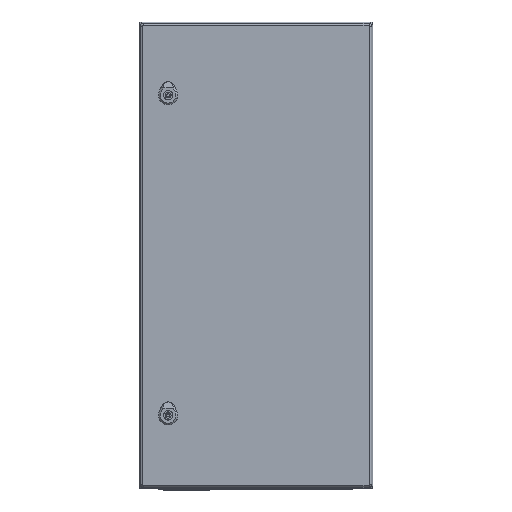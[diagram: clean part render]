
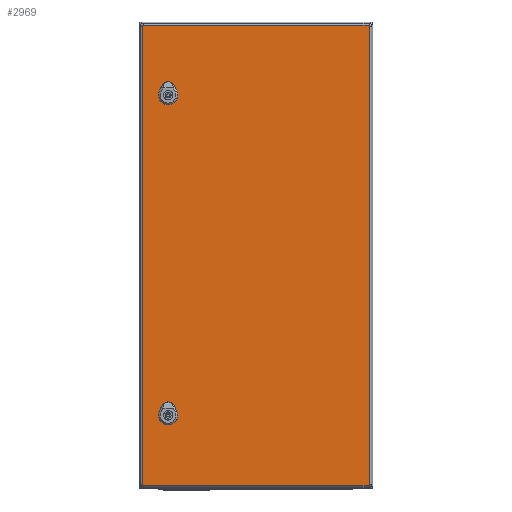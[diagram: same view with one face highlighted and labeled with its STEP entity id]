
A CAD part, top view. The second image highlights one B-rep face of the part: STEP entity #2969.
In plain terms, the highlighted face is planar.
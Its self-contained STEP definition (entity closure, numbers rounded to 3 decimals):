
#1657=FACE_BOUND('',#4656,.T.);
#1658=FACE_BOUND('',#4657,.T.);
#1659=FACE_BOUND('',#4658,.T.);
#2404=CIRCLE('',#13354,1.);
#2405=CIRCLE('',#13355,1.);
#2406=CIRCLE('',#13356,1.);
#2407=CIRCLE('',#13357,1.);
#2408=CIRCLE('',#13358,11.25);
#2409=CIRCLE('',#13359,11.25);
#2410=CIRCLE('',#13360,11.25);
#2411=CIRCLE('',#13361,11.25);
#2412=CIRCLE('',#13362,11.25);
#2413=CIRCLE('',#13363,11.25);
#2414=CIRCLE('',#13364,11.25);
#2415=CIRCLE('',#13365,11.25);
#2969=ADVANCED_FACE('',(#1657,#1658,#1659),#3373,.F.);
#3373=PLANE('',#13366);
#4656=EDGE_LOOP('',(#6876,#6877,#6878,#6879,#6880,#6881,#6882,#6883));
#4657=EDGE_LOOP('',(#6884,#6885,#6886,#6887,#6888,#6889,#6890,#6891));
#4658=EDGE_LOOP('',(#6892,#6893,#6894,#6895,#6896,#6897,#6898,#6899));
#6876=ORIENTED_EDGE('',*,*,#10186,.F.);
#6877=ORIENTED_EDGE('',*,*,#10187,.F.);
#6878=ORIENTED_EDGE('',*,*,#10188,.F.);
#6879=ORIENTED_EDGE('',*,*,#10189,.F.);
#6880=ORIENTED_EDGE('',*,*,#10190,.F.);
#6881=ORIENTED_EDGE('',*,*,#10191,.F.);
#6882=ORIENTED_EDGE('',*,*,#10192,.F.);
#6883=ORIENTED_EDGE('',*,*,#10193,.F.);
#6884=ORIENTED_EDGE('',*,*,#10194,.T.);
#6885=ORIENTED_EDGE('',*,*,#10195,.T.);
#6886=ORIENTED_EDGE('',*,*,#10196,.T.);
#6887=ORIENTED_EDGE('',*,*,#10197,.T.);
#6888=ORIENTED_EDGE('',*,*,#10198,.T.);
#6889=ORIENTED_EDGE('',*,*,#10199,.T.);
#6890=ORIENTED_EDGE('',*,*,#10200,.T.);
#6891=ORIENTED_EDGE('',*,*,#10201,.T.);
#6892=ORIENTED_EDGE('',*,*,#10202,.F.);
#6893=ORIENTED_EDGE('',*,*,#10203,.F.);
#6894=ORIENTED_EDGE('',*,*,#10204,.F.);
#6895=ORIENTED_EDGE('',*,*,#10205,.F.);
#6896=ORIENTED_EDGE('',*,*,#10206,.F.);
#6897=ORIENTED_EDGE('',*,*,#10207,.F.);
#6898=ORIENTED_EDGE('',*,*,#10208,.F.);
#6899=ORIENTED_EDGE('',*,*,#10209,.F.);
#8836=VERTEX_POINT('',#19742);
#8837=VERTEX_POINT('',#19743);
#8838=VERTEX_POINT('',#19745);
#8839=VERTEX_POINT('',#19747);
#8840=VERTEX_POINT('',#19749);
#8841=VERTEX_POINT('',#19751);
#8842=VERTEX_POINT('',#19753);
#8843=VERTEX_POINT('',#19755);
#8844=VERTEX_POINT('',#19758);
#8845=VERTEX_POINT('',#19759);
#8846=VERTEX_POINT('',#19761);
#8847=VERTEX_POINT('',#19763);
#8848=VERTEX_POINT('',#19765);
#8849=VERTEX_POINT('',#19767);
#8850=VERTEX_POINT('',#19769);
#8851=VERTEX_POINT('',#19771);
#8852=VERTEX_POINT('',#19774);
#8853=VERTEX_POINT('',#19775);
#8854=VERTEX_POINT('',#19777);
#8855=VERTEX_POINT('',#19779);
#8856=VERTEX_POINT('',#19781);
#8857=VERTEX_POINT('',#19783);
#8858=VERTEX_POINT('',#19785);
#8859=VERTEX_POINT('',#19787);
#10186=EDGE_CURVE('',#8836,#8837,#2404,.T.);
#10187=EDGE_CURVE('',#8838,#8836,#11294,.T.);
#10188=EDGE_CURVE('',#8839,#8838,#2405,.T.);
#10189=EDGE_CURVE('',#8840,#8839,#11295,.T.);
#10190=EDGE_CURVE('',#8841,#8840,#2406,.T.);
#10191=EDGE_CURVE('',#8842,#8841,#11296,.T.);
#10192=EDGE_CURVE('',#8843,#8842,#2407,.T.);
#10193=EDGE_CURVE('',#8837,#8843,#11297,.T.);
#10194=EDGE_CURVE('',#8844,#8845,#11298,.T.);
#10195=EDGE_CURVE('',#8845,#8846,#2408,.T.);
#10196=EDGE_CURVE('',#8846,#8847,#11299,.T.);
#10197=EDGE_CURVE('',#8847,#8848,#2409,.T.);
#10198=EDGE_CURVE('',#8848,#8849,#11300,.T.);
#10199=EDGE_CURVE('',#8849,#8850,#2410,.T.);
#10200=EDGE_CURVE('',#8850,#8851,#11301,.T.);
#10201=EDGE_CURVE('',#8851,#8844,#2411,.T.);
#10202=EDGE_CURVE('',#8852,#8853,#2412,.T.);
#10203=EDGE_CURVE('',#8854,#8852,#11302,.T.);
#10204=EDGE_CURVE('',#8855,#8854,#2413,.T.);
#10205=EDGE_CURVE('',#8856,#8855,#11303,.T.);
#10206=EDGE_CURVE('',#8857,#8856,#2414,.T.);
#10207=EDGE_CURVE('',#8858,#8857,#11304,.T.);
#10208=EDGE_CURVE('',#8859,#8858,#2415,.T.);
#10209=EDGE_CURVE('',#8853,#8859,#11305,.T.);
#11294=LINE('',#19744,#12218);
#11295=LINE('',#19748,#12219);
#11296=LINE('',#19752,#12220);
#11297=LINE('',#19756,#12221);
#11298=LINE('',#19757,#12222);
#11299=LINE('',#19762,#12223);
#11300=LINE('',#19766,#12224);
#11301=LINE('',#19770,#12225);
#11302=LINE('',#19776,#12226);
#11303=LINE('',#19780,#12227);
#11304=LINE('',#19784,#12228);
#11305=LINE('',#19788,#12229);
#12218=VECTOR('',#16023,1.);
#12219=VECTOR('',#16026,1.);
#12220=VECTOR('',#16029,1.);
#12221=VECTOR('',#16032,1.);
#12222=VECTOR('',#16033,1.);
#12223=VECTOR('',#16036,1.);
#12224=VECTOR('',#16039,1.);
#12225=VECTOR('',#16042,1.);
#12226=VECTOR('',#16047,1.);
#12227=VECTOR('',#16050,1.);
#12228=VECTOR('',#16053,1.);
#12229=VECTOR('',#16056,1.);
#13354=AXIS2_PLACEMENT_3D('',#19741,#16021,#16022);
#13355=AXIS2_PLACEMENT_3D('',#19746,#16024,#16025);
#13356=AXIS2_PLACEMENT_3D('',#19750,#16027,#16028);
#13357=AXIS2_PLACEMENT_3D('',#19754,#16030,#16031);
#13358=AXIS2_PLACEMENT_3D('',#19760,#16034,#16035);
#13359=AXIS2_PLACEMENT_3D('',#19764,#16037,#16038);
#13360=AXIS2_PLACEMENT_3D('',#19768,#16040,#16041);
#13361=AXIS2_PLACEMENT_3D('',#19772,#16043,#16044);
#13362=AXIS2_PLACEMENT_3D('',#19773,#16045,#16046);
#13363=AXIS2_PLACEMENT_3D('',#19778,#16048,#16049);
#13364=AXIS2_PLACEMENT_3D('',#19782,#16051,#16052);
#13365=AXIS2_PLACEMENT_3D('',#19786,#16054,#16055);
#13366=AXIS2_PLACEMENT_3D('',#19789,#16057,#16058);
#16021=DIRECTION('',(0.,0.,1.));
#16022=DIRECTION('',(1.,0.,0.));
#16023=DIRECTION('',(0.,-1.,0.));
#16024=DIRECTION('',(0.,0.,1.));
#16025=DIRECTION('',(1.,0.,0.));
#16026=DIRECTION('',(-1.,0.,0.));
#16027=DIRECTION('',(0.,0.,1.));
#16028=DIRECTION('',(1.,0.,0.));
#16029=DIRECTION('',(0.,1.,0.));
#16030=DIRECTION('',(0.,0.,1.));
#16031=DIRECTION('',(1.,0.,0.));
#16032=DIRECTION('',(1.,0.,0.));
#16033=DIRECTION('',(-1.,0.,0.));
#16034=DIRECTION('',(0.,0.,1.));
#16035=DIRECTION('',(1.,0.,0.));
#16036=DIRECTION('',(0.,-1.,0.));
#16037=DIRECTION('',(0.,0.,1.));
#16038=DIRECTION('',(1.,0.,0.));
#16039=DIRECTION('',(1.,0.,0.));
#16040=DIRECTION('',(0.,0.,1.));
#16041=DIRECTION('',(1.,0.,0.));
#16042=DIRECTION('',(0.,1.,0.));
#16043=DIRECTION('',(0.,0.,1.));
#16044=DIRECTION('',(1.,0.,0.));
#16045=DIRECTION('',(0.,0.,-1.));
#16046=DIRECTION('',(1.,0.,0.));
#16047=DIRECTION('',(-1.,0.,0.));
#16048=DIRECTION('',(0.,0.,-1.));
#16049=DIRECTION('',(1.,0.,0.));
#16050=DIRECTION('',(0.,-1.,0.));
#16051=DIRECTION('',(0.,0.,-1.));
#16052=DIRECTION('',(1.,0.,0.));
#16053=DIRECTION('',(1.,0.,0.));
#16054=DIRECTION('',(0.,0.,-1.));
#16055=DIRECTION('',(1.,0.,0.));
#16056=DIRECTION('',(0.,1.,0.));
#16057=DIRECTION('',(0.,0.,1.));
#16058=DIRECTION('',(1.,0.,0.));
#19741=CARTESIAN_POINT('',(-193.75,-393.,0.));
#19742=CARTESIAN_POINT('',(-194.75,-393.,0.));
#19743=CARTESIAN_POINT('',(-193.75,-394.,0.));
#19744=CARTESIAN_POINT('',(-194.75,393.,0.));
#19745=CARTESIAN_POINT('',(-194.75,393.,0.));
#19746=CARTESIAN_POINT('',(-193.75,393.,0.));
#19747=CARTESIAN_POINT('',(-193.75,394.,0.));
#19748=CARTESIAN_POINT('',(193.75,394.,0.));
#19749=CARTESIAN_POINT('',(193.75,394.,0.));
#19750=CARTESIAN_POINT('',(193.75,393.,0.));
#19751=CARTESIAN_POINT('',(194.75,393.,0.));
#19752=CARTESIAN_POINT('',(194.75,-393.,0.));
#19753=CARTESIAN_POINT('',(194.75,-393.,0.));
#19754=CARTESIAN_POINT('',(193.75,-393.,0.));
#19755=CARTESIAN_POINT('',(193.75,-394.,0.));
#19756=CARTESIAN_POINT('',(-193.75,-394.,0.));
#19757=CARTESIAN_POINT('',(-193.75,284.7,0.));
#19758=CARTESIAN_POINT('',(155.496,284.7,0.));
#19759=CARTESIAN_POINT('',(146.004,284.7,0.));
#19760=CARTESIAN_POINT('',(150.75,274.5,0.));
#19761=CARTESIAN_POINT('',(140.55,279.246,0.));
#19762=CARTESIAN_POINT('',(140.55,393.,0.));
#19763=CARTESIAN_POINT('',(140.55,269.754,0.));
#19764=CARTESIAN_POINT('',(150.75,274.5,0.));
#19765=CARTESIAN_POINT('',(146.004,264.3,0.));
#19766=CARTESIAN_POINT('',(-193.75,264.3,0.));
#19767=CARTESIAN_POINT('',(155.496,264.3,0.));
#19768=CARTESIAN_POINT('',(150.75,274.5,0.));
#19769=CARTESIAN_POINT('',(160.95,269.754,0.));
#19770=CARTESIAN_POINT('',(160.95,393.,0.));
#19771=CARTESIAN_POINT('',(160.95,279.246,0.));
#19772=CARTESIAN_POINT('',(150.75,274.5,0.));
#19773=CARTESIAN_POINT('',(150.75,-274.5,0.));
#19774=CARTESIAN_POINT('',(146.004,-284.7,0.));
#19775=CARTESIAN_POINT('',(140.55,-279.246,0.));
#19776=CARTESIAN_POINT('',(-193.75,-284.7,0.));
#19777=CARTESIAN_POINT('',(155.496,-284.7,0.));
#19778=CARTESIAN_POINT('',(150.75,-274.5,0.));
#19779=CARTESIAN_POINT('',(160.95,-279.246,0.));
#19780=CARTESIAN_POINT('',(160.95,393.,0.));
#19781=CARTESIAN_POINT('',(160.95,-269.754,0.));
#19782=CARTESIAN_POINT('',(150.75,-274.5,0.));
#19783=CARTESIAN_POINT('',(155.496,-264.3,0.));
#19784=CARTESIAN_POINT('',(-193.75,-264.3,0.));
#19785=CARTESIAN_POINT('',(146.004,-264.3,0.));
#19786=CARTESIAN_POINT('',(150.75,-274.5,0.));
#19787=CARTESIAN_POINT('',(140.55,-269.754,0.));
#19788=CARTESIAN_POINT('',(140.55,393.,0.));
#19789=CARTESIAN_POINT('',(-193.75,393.,0.));
